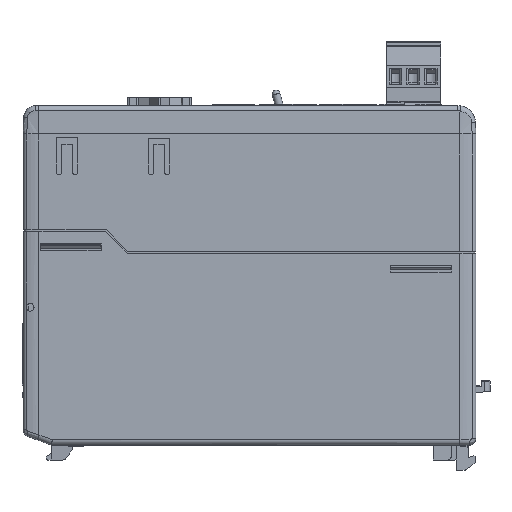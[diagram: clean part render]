
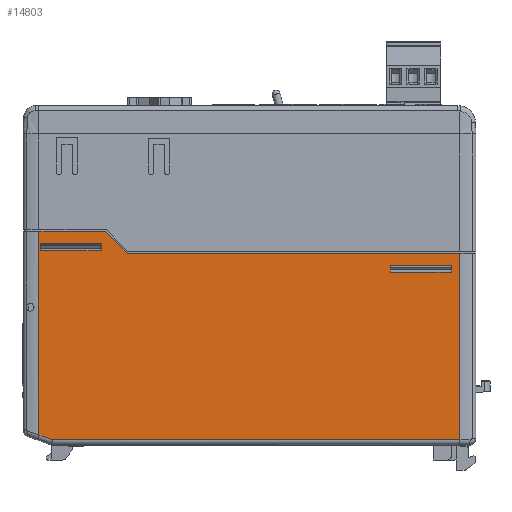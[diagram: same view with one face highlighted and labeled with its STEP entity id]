
A CAD part, left-side view. The second image highlights one B-rep face of the part: STEP entity #14803.
In plain terms, the highlighted planar face has unit normal (-1, 0, 0).
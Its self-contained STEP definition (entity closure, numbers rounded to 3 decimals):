
#13116 = VERTEX_POINT ( 'NONE', #48881 ) ;
#13123 = VERTEX_POINT ( 'NONE', #48875 ) ;
#13130 = VERTEX_POINT ( 'NONE', #48870 ) ;
#13132 = EDGE_CURVE ( 'NONE', #13171, #13130, #48869, .T. ) ;
#13143 = VERTEX_POINT ( 'NONE', #48916 ) ;
#13171 = VERTEX_POINT ( 'NONE', #48946 ) ;
#13185 = EDGE_CURVE ( 'NONE', #13123, #13143, #48936, .T. ) ;
#13228 = EDGE_CURVE ( 'NONE', #13116, #13123, #48990, .T. ) ;
#13248 = VERTEX_POINT ( 'NONE', #49019 ) ;
#13251 = EDGE_CURVE ( 'NONE', #13143, #13248, #49018, .T. ) ;
#13253 = EDGE_CURVE ( 'NONE', #13319, #13130, #49014, .T. ) ;
#13263 = EDGE_CURVE ( 'NONE', #13265, #13267, #49070, .T. ) ;
#13265 = VERTEX_POINT ( 'NONE', #49066 ) ;
#13267 = VERTEX_POINT ( 'NONE', #49065 ) ;
#13286 = EDGE_CURVE ( 'NONE', #13171, #13315, #49048, .T. ) ;
#13299 = EDGE_CURVE ( 'NONE', #13248, #13116, #49097, .T. ) ;
#13315 = VERTEX_POINT ( 'NONE', #49077 ) ;
#13317 = EDGE_CURVE ( 'NONE', #13315, #13319, #49138, .T. ) ;
#13319 = VERTEX_POINT ( 'NONE', #49134 ) ;
#13463 = VERTEX_POINT ( 'NONE', #49247 ) ;
#13467 = EDGE_CURVE ( 'NONE', #13267, #13463, #49246, .T. ) ;
#13507 = EDGE_CURVE ( 'NONE', #13508, #13265, #49267, .T. ) ;
#13508 = VERTEX_POINT ( 'NONE', #49263 ) ;
#13627 = VERTEX_POINT ( 'NONE', #49360 ) ;
#13631 = EDGE_CURVE ( 'NONE', #13657, #13627, #49414, .T. ) ;
#13657 = VERTEX_POINT ( 'NONE', #49444 ) ;
#13740 = VERTEX_POINT ( 'NONE', #49565 ) ;
#13744 = EDGE_CURVE ( 'NONE', #13627, #13740, #49564, .T. ) ;
#14382 = EDGE_CURVE ( 'NONE', #13508, #13740, #58079, .T. ) ;
#14432 = EDGE_CURVE ( 'NONE', #13463, #13657, #58109, .T. ) ;
#14803 = ADVANCED_FACE ( 'NONE', ( #58465, #58464, #58463 ), #58462, .F. ) ;
#14805 = ORIENTED_EDGE ( 'NONE', *, *, #13228, .T. ) ;
#14806 = ORIENTED_EDGE ( 'NONE', *, *, #13185, .T. ) ;
#14807 = ORIENTED_EDGE ( 'NONE', *, *, #13251, .T. ) ;
#14808 = ORIENTED_EDGE ( 'NONE', *, *, #13299, .T. ) ;
#14811 = EDGE_LOOP ( 'NONE', ( #14813, #14816, #14818, #14819, #14929, #14931, #14932 ) ) ;
#14813 = ORIENTED_EDGE ( 'NONE', *, *, #13507, .T. ) ;
#14816 = ORIENTED_EDGE ( 'NONE', *, *, #13263, .T. ) ;
#14818 = ORIENTED_EDGE ( 'NONE', *, *, #13467, .T. ) ;
#14819 = ORIENTED_EDGE ( 'NONE', *, *, #14432, .T. ) ;
#14841 = EDGE_LOOP ( 'NONE', ( #14805, #14806, #14807, #14808 ) ) ;
#14929 = ORIENTED_EDGE ( 'NONE', *, *, #13631, .T. ) ;
#14931 = ORIENTED_EDGE ( 'NONE', *, *, #13744, .T. ) ;
#14932 = ORIENTED_EDGE ( 'NONE', *, *, #14382, .F. ) ;
#14935 = EDGE_LOOP ( 'NONE', ( #14937, #14938, #14940, #14941 ) ) ;
#14937 = ORIENTED_EDGE ( 'NONE', *, *, #13286, .F. ) ;
#14938 = ORIENTED_EDGE ( 'NONE', *, *, #13132, .T. ) ;
#14940 = ORIENTED_EDGE ( 'NONE', *, *, #13253, .F. ) ;
#14941 = ORIENTED_EDGE ( 'NONE', *, *, #13317, .F. ) ;
#48866 = DIRECTION ( 'NONE',  ( 0., 1., 0. ) ) ;
#48867 = VECTOR ( 'NONE', #48866, 1000. ) ;
#48868 = CARTESIAN_POINT ( 'NONE',  ( 95.856, -1.42, -141.826 ) ) ;
#48869 = LINE ( 'NONE', #48868, #48867 ) ;
#48870 = CARTESIAN_POINT ( 'NONE',  ( 95.856, 15.877, -141.826 ) ) ;
#48875 = CARTESIAN_POINT ( 'NONE',  ( 95.856, 97.65, -133.855 ) ) ;
#48881 = CARTESIAN_POINT ( 'NONE',  ( 95.856, 114.91, -133.855 ) ) ;
#48916 = CARTESIAN_POINT ( 'NONE',  ( 95.856, 97.683, -135.755 ) ) ;
#48933 = DIRECTION ( 'NONE',  ( 0., 0.017, -1. ) ) ;
#48934 = VECTOR ( 'NONE', #48933, 1000. ) ;
#48935 = CARTESIAN_POINT ( 'NONE',  ( 95.856, 81.191, 809.076 ) ) ;
#48936 = LINE ( 'NONE', #48935, #48934 ) ;
#48946 = CARTESIAN_POINT ( 'NONE',  ( 95.856, -1.317, -141.826 ) ) ;
#48987 = DIRECTION ( 'NONE',  ( 0., -1., 0. ) ) ;
#48988 = VECTOR ( 'NONE', #48987, 1000. ) ;
#48989 = CARTESIAN_POINT ( 'NONE',  ( 95.856, 114.98, -133.855 ) ) ;
#48990 = LINE ( 'NONE', #48989, #48988 ) ;
#49011 = DIRECTION ( 'NONE',  ( 0., -0.017, -1. ) ) ;
#49012 = VECTOR ( 'NONE', #49011, 1000. ) ;
#49013 = CARTESIAN_POINT ( 'NONE',  ( 95.856, 15.98, -135.926 ) ) ;
#49014 = LINE ( 'NONE', #49013, #49012 ) ;
#49015 = DIRECTION ( 'NONE',  ( 0., 1., 0. ) ) ;
#49016 = VECTOR ( 'NONE', #49015, 1000. ) ;
#49017 = CARTESIAN_POINT ( 'NONE',  ( 95.856, 97.58, -135.755 ) ) ;
#49018 = LINE ( 'NONE', #49017, #49016 ) ;
#49019 = CARTESIAN_POINT ( 'NONE',  ( 95.856, 114.877, -135.755 ) ) ;
#49046 = VECTOR ( 'NONE', #49108, 1000. ) ;
#49047 = CARTESIAN_POINT ( 'NONE',  ( 95.856, -1.42, -135.926 ) ) ;
#49048 = LINE ( 'NONE', #49047, #49046 ) ;
#49065 = CARTESIAN_POINT ( 'NONE',  ( 95.856, 96.429, -130.355 ) ) ;
#49066 = CARTESIAN_POINT ( 'NONE',  ( 95.856, 90.358, -136.426 ) ) ;
#49067 = DIRECTION ( 'NONE',  ( 0., 0.707, 0.707 ) ) ;
#49068 = VECTOR ( 'NONE', #49067, 1000. ) ;
#49069 = CARTESIAN_POINT ( 'NONE',  ( 95.856, 90.358, -136.426 ) ) ;
#49070 = LINE ( 'NONE', #49069, #49068 ) ;
#49077 = CARTESIAN_POINT ( 'NONE',  ( 95.856, -1.35, -139.926 ) ) ;
#49094 = DIRECTION ( 'NONE',  ( 0., 0.017, 1. ) ) ;
#49095 = VECTOR ( 'NONE', #49094, 1000. ) ;
#49096 = CARTESIAN_POINT ( 'NONE',  ( 95.856, 131.36, 808.52 ) ) ;
#49097 = LINE ( 'NONE', #49096, #49095 ) ;
#49108 = DIRECTION ( 'NONE',  ( 0., -0.017, 1. ) ) ;
#49134 = CARTESIAN_POINT ( 'NONE',  ( 95.856, 15.91, -139.926 ) ) ;
#49135 = DIRECTION ( 'NONE',  ( 0., 1., 0. ) ) ;
#49136 = VECTOR ( 'NONE', #49135, 1000. ) ;
#49137 = CARTESIAN_POINT ( 'NONE',  ( 95.856, -1.42, -139.926 ) ) ;
#49138 = LINE ( 'NONE', #49137, #49136 ) ;
#49243 = DIRECTION ( 'NONE',  ( 0., 1., 0. ) ) ;
#49244 = VECTOR ( 'NONE', #49243, 1000. ) ;
#49245 = CARTESIAN_POINT ( 'NONE',  ( 95.856, 0., -130.355 ) ) ;
#49246 = LINE ( 'NONE', #49245, #49244 ) ;
#49247 = CARTESIAN_POINT ( 'NONE',  ( 95.856, 115.28, -130.355 ) ) ;
#49263 = CARTESIAN_POINT ( 'NONE',  ( 95.856, -3.803, -136.426 ) ) ;
#49264 = DIRECTION ( 'NONE',  ( 0., 1., 0. ) ) ;
#49265 = VECTOR ( 'NONE', #49264, 1000. ) ;
#49266 = CARTESIAN_POINT ( 'NONE',  ( 95.856, 0., -136.426 ) ) ;
#49267 = LINE ( 'NONE', #49266, #49265 ) ;
#49360 = CARTESIAN_POINT ( 'NONE',  ( 95.856, 111.51, -189.264 ) ) ;
#49411 = DIRECTION ( 'NONE',  ( 0., -0.936, -0.351 ) ) ;
#49412 = VECTOR ( 'NONE', #49411, 1000. ) ;
#49413 = CARTESIAN_POINT ( 'NONE',  ( 95.856, 421.292, -73.071 ) ) ;
#49414 = LINE ( 'NONE', #49413, #49412 ) ;
#49444 = CARTESIAN_POINT ( 'NONE',  ( 95.856, 115.28, -187.85 ) ) ;
#49561 = DIRECTION ( 'NONE',  ( 0., -1., 0. ) ) ;
#49562 = VECTOR ( 'NONE', #49561, 1000. ) ;
#49563 = CARTESIAN_POINT ( 'NONE',  ( 95.856, 90.358, -189.264 ) ) ;
#49564 = LINE ( 'NONE', #49563, #49562 ) ;
#49565 = CARTESIAN_POINT ( 'NONE',  ( 95.856, -3.803, -189.264 ) ) ;
#58076 = DIRECTION ( 'NONE',  ( 0., 0., -1. ) ) ;
#58077 = VECTOR ( 'NONE', #58076, 1000. ) ;
#58078 = CARTESIAN_POINT ( 'NONE',  ( 95.856, -3.803, 809.236 ) ) ;
#58079 = LINE ( 'NONE', #58078, #58077 ) ;
#58106 = DIRECTION ( 'NONE',  ( 0., 0., -1. ) ) ;
#58107 = VECTOR ( 'NONE', #58106, 1000. ) ;
#58108 = CARTESIAN_POINT ( 'NONE',  ( 95.856, 115.28, 809.236 ) ) ;
#58109 = LINE ( 'NONE', #58108, #58107 ) ;
#58458 = DIRECTION ( 'NONE',  ( 0., 1., 0. ) ) ;
#58459 = DIRECTION ( 'NONE',  ( 1., 0., 0. ) ) ;
#58460 = CARTESIAN_POINT ( 'NONE',  ( 95.856, 90.358, 809.236 ) ) ;
#58461 = AXIS2_PLACEMENT_3D ( 'NONE', #58460, #58459, #58458 ) ;
#58462 = PLANE ( 'NONE',  #58461 ) ;
#58463 = FACE_BOUND ( 'NONE', #14935, .T. ) ;
#58464 = FACE_OUTER_BOUND ( 'NONE', #14811, .T. ) ;
#58465 = FACE_BOUND ( 'NONE', #14841, .T. ) ;
